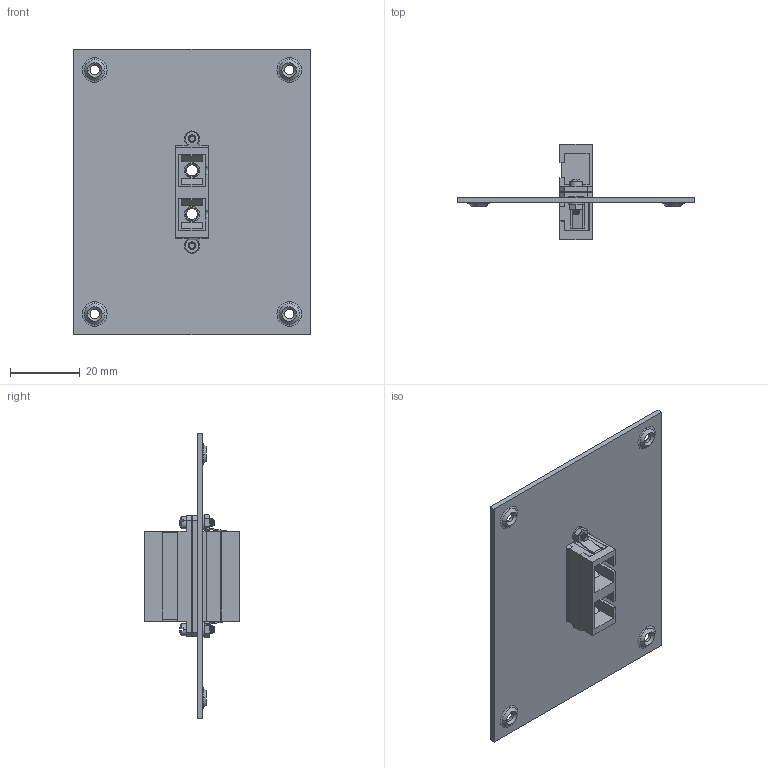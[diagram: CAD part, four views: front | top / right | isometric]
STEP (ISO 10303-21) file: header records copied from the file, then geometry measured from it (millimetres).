
FILE_DESCRIPTION (( 'STEP AP214' ), '1' );
FILE_NAME ('USP1FOPT-DSCB.STEP', '2017-05-30T12:38:23', ( 'L-Com' ), ( 'L-Com Global Connectivity' ), 'SwSTEP 2.0', 'SolidWorks 2014', '' );
FILE_SCHEMA (( 'AUTOMOTIVE_DESIGN' ));
Length unit declared in the file: inch
Products named in the file (7): 92146A003; 90730A003_90730A003; 91794A078_91794A078; FOA-005; 1AR17-008; USP1FOPT-DSCB
Assembly tree (9 placements, depth 3):
  USP1FOPT-DSCB
    1AR17-008
    FOA-005
      FOA-005
    91794A078_91794A078  x2
    90730A003_90730A003  x2
    92146A003  x2
Bounding box: 68.07 x 27.43 x 82.04 mm (x, y, z)
Volume: 11656.1 mm3; surface area: 17593.3 mm2
Topology: 8 solids, 8 shells, 539 faces, 1407 edges, 906 vertices
Faces by surface type: plane 260, cylinder 161, cone 88, torus 16, sphere 8, bspline 6
Entity records: 17374 total; most frequent: CARTESIAN_POINT 4774, ORIENTED_EDGE 2278, DIRECTION 2187, EDGE_CURVE 1139, LINE 779, VECTOR 779, VERTEX_POINT 740, AXIS2_PLACEMENT_3D 704
